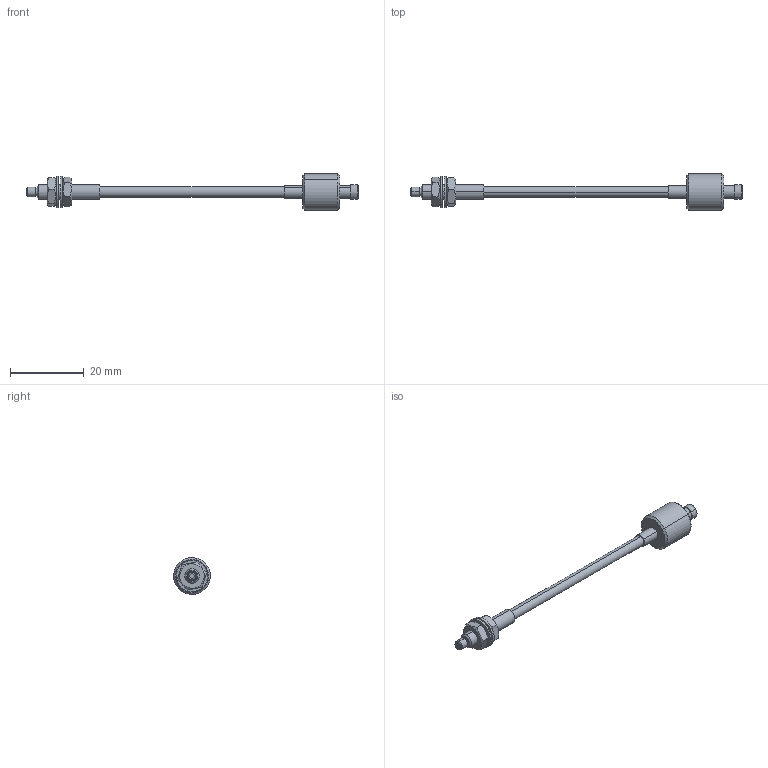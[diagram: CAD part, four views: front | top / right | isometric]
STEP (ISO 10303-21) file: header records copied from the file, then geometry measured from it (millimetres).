
FILE_DESCRIPTION (( 'STEP AP214' ), '1' );
FILE_NAME ('GPF-VT07-250-1.0S.STEP', '2017-11-17T13:16:37', ( '' ), ( '' ), 'SwSTEP 2.0', 'SolidWorks 2018', '' );
FILE_SCHEMA (( 'AUTOMOTIVE_DESIGN' ));
Length unit declared in the file: millimetre
Products named in the file (7): GPF-VT07-250-1.0S_LENS; M4_WASHER; GPF-VT07-250-1.0S; M4_NUT; GPF-VT07-250-1.0S_FIBER; GPF-VT07-250-1.0S_HEAD2; GPF-VT07-250-1.0S_HEAD
Assembly tree (8 placements, depth 2):
  GPF-VT07-250-1.0S
    GPF-VT07-250-1.0S_HEAD2
    GPF-VT07-250-1.0S_HEAD
    GPF-VT07-250-1.0S_LENS
    M4_NUT  x2
    M4_WASHER  x2
    GPF-VT07-250-1.0S_FIBER
Bounding box: 90 x 10 x 10 mm (x, y, z)
Volume: 1620.6 mm3; surface area: 1798.1 mm2
Topology: 8 solids, 8 shells, 92 faces, 192 edges, 124 vertices
Faces by surface type: cylinder 36, plane 36, cone 20
Entity records: 2278 total; most frequent: CARTESIAN_POINT 431, DIRECTION 370, ORIENTED_EDGE 288, AXIS2_PLACEMENT_3D 159, EDGE_CURVE 144, VERTEX_POINT 92, EDGE_LOOP 84, CIRCLE 76
